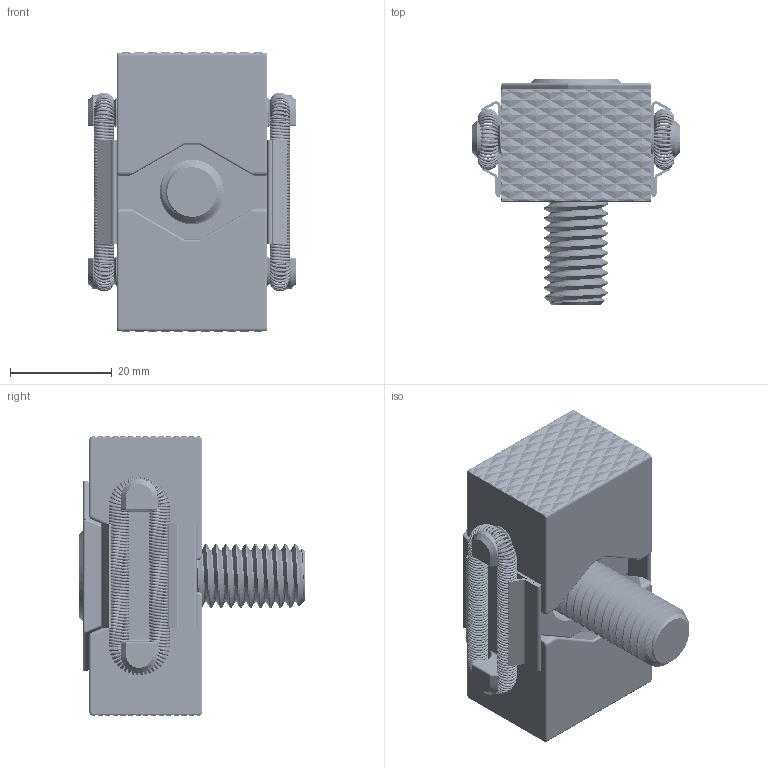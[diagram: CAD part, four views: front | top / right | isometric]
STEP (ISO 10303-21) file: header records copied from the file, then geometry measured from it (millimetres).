
FILE_DESCRIPTION (( 'STEP AP203' ), '1' );
FILE_NAME ('47140.STEP', '2020-07-29T14:51:02', ( 'Marc' ), ( 'Microsoft' ), 'SwSTEP 2.0', 'SolidWorks 2018', '' );
FILE_SCHEMA (( 'CONFIG_CONTROL_DESIGN' ));
Length unit declared in the file: inch
Products named in the file (8): 47134_47134; 47137_47137; 1213114 SHCS_1213114 SHCS; JDK P S; JDK-P_S_D_S_DTY; 47135_47135; 47140; 47136_47136
Assembly tree (10 placements, depth 3):
  47140
    47136_47136  x2
    47134_47134
    47137_47137  x2
    1213114 SHCS_1213114 SHCS
    47135_47135  x2
      JDK P S
      JDK-P_S_D_S_DTY
Bounding box: 41 x 44.45 x 55 mm (x, y, z)
Volume: 37758.2 mm3; surface area: 21238.5 mm2
Topology: 10 solids, 10 shells, 3478 faces, 8831 edges, 5196 vertices
Faces by surface type: bspline 1678, plane 1579, cylinder 202, cone 17, torus 2
Entity records: 75753 total; most frequent: CARTESIAN_POINT 33281, ORIENTED_EDGE 9756, DIRECTION 7828, EDGE_CURVE 4878, AXIS2_PLACEMENT_3D 3071, VERTEX_POINT 2903, CIRCLE 1993, EDGE_LOOP 1927
